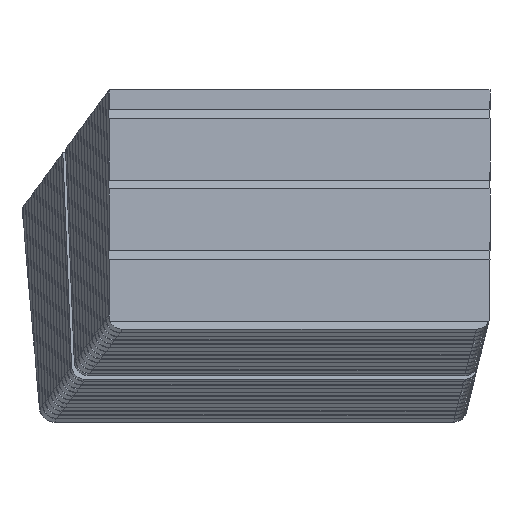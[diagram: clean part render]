
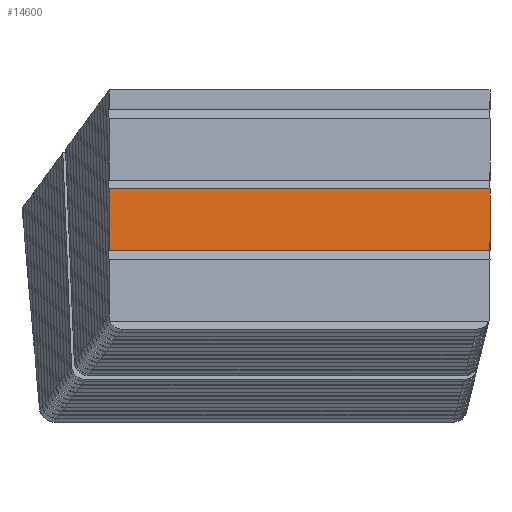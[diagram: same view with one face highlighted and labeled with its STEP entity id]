
A CAD part, left-side view. The second image highlights one B-rep face of the part: STEP entity #14600.
In plain terms, the highlighted planar face has unit normal (-0.993, -0.116, 0).
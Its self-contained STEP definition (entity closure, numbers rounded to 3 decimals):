
#14333 = VERTEX_POINT('',#14334);
#14334 = CARTESIAN_POINT('',(8446.939,1463.65,
    5474.164));
#14343 = PLANE('',#14344);
#14344 = AXIS2_PLACEMENT_3D('',#14345,#14346,#14347);
#14345 = CARTESIAN_POINT('',(8458.876,984.26,
    5289.18));
#14346 = DIRECTION('',(-0.967,-0.113,0.23));
#14347 = DIRECTION('',(-0.232,0.,-0.973));
#14354 = PLANE('',#14355);
#14355 = AXIS2_PLACEMENT_3D('',#14356,#14357,#14358);
#14356 = CARTESIAN_POINT('',(4.407,-24.996,0.));
#14357 = DIRECTION('',(0.174,-0.985,0.));
#14358 = DIRECTION('',(0.,0.,-1.));
#14365 = EDGE_CURVE('',#14366,#14333,#14368,.T.);
#14366 = VERTEX_POINT('',#14367);
#14367 = CARTESIAN_POINT('',(8557.815,515.039,
    5474.164));
#14368 = SURFACE_CURVE('',#14369,(#14373,#14379),.PCURVE_S1.);
#14369 = LINE('',#14370,#14371);
#14370 = CARTESIAN_POINT('',(8501.865,993.725,
    5474.164));
#14371 = VECTOR('',#14372,1.);
#14372 = DIRECTION('',(-0.116,0.993,0.)
  );
#14373 = PCURVE('',#14343,#14374);
#14374 = DEFINITIONAL_REPRESENTATION('',(#14375),#14378);
#14375 = B_SPLINE_CURVE_WITH_KNOTS('',1,(#14376,#14377),.UNSPECIFIED.,
  .F.,.F.,(2,2),(-577.452,568.631),
  .PIECEWISE_BEZIER_KNOTS.);
#14376 = CARTESIAN_POINT('',(-205.455,567.717));
#14377 = CARTESIAN_POINT('',(-174.603,-577.951));
#14378 = ( GEOMETRIC_REPRESENTATION_CONTEXT(2) 
PARAMETRIC_REPRESENTATION_CONTEXT() REPRESENTATION_CONTEXT('2D SPACE',''
  ) );
#14379 = PCURVE('',#14380,#14385);
#14380 = PLANE('',#14381);
#14381 = AXIS2_PLACEMENT_3D('',#14382,#14383,#14384);
#14382 = CARTESIAN_POINT('',(8501.353,998.106,
    -5649.681));
#14383 = DIRECTION('',(0.993,0.116,0.));
#14384 = DIRECTION('',(0.,0.,-1.));
#14385 = DEFINITIONAL_REPRESENTATION('',(#14386),#14389);
#14386 = B_SPLINE_CURVE_WITH_KNOTS('',1,(#14387,#14388),.UNSPECIFIED.,
  .F.,.F.,(2,2),(-577.452,568.631),
  .PIECEWISE_BEZIER_KNOTS.);
#14387 = CARTESIAN_POINT('',(-11123.846,-581.863));
#14388 = CARTESIAN_POINT('',(-11123.846,564.22));
#14389 = ( GEOMETRIC_REPRESENTATION_CONTEXT(2) 
PARAMETRIC_REPRESENTATION_CONTEXT() REPRESENTATION_CONTEXT('2D SPACE',''
  ) );
#14406 = PLANE('',#14407);
#14407 = AXIS2_PLACEMENT_3D('',#14408,#14409,#14410);
#14408 = CARTESIAN_POINT('',(-0.964,16.547,0.));
#14409 = DIRECTION('',(0.058,-0.998,0.));
#14410 = DIRECTION('',(0.,0.,-1.));
#14467 = VERTEX_POINT('',#14468);
#14468 = CARTESIAN_POINT('',(8446.939,1463.65,
    5627.816));
#14481 = PLANE('',#14482);
#14482 = AXIS2_PLACEMENT_3D('',#14483,#14484,#14485);
#14483 = CARTESIAN_POINT('',(8424.662,980.261,
    5297.336));
#14484 = DIRECTION('',(-0.967,-0.113,0.23));
#14485 = DIRECTION('',(-0.232,0.,-0.973));
#14492 = EDGE_CURVE('',#14467,#14333,#14493,.T.);
#14493 = SURFACE_CURVE('',#14494,(#14498,#14504),.PCURVE_S1.);
#14494 = LINE('',#14495,#14496);
#14495 = CARTESIAN_POINT('',(8446.939,1463.65,
    -2824.841));
#14496 = VECTOR('',#14497,1.);
#14497 = DIRECTION('',(0.,0.,-1.));
#14498 = PCURVE('',#14354,#14499);
#14499 = DEFINITIONAL_REPRESENTATION('',(#14500),#14503);
#14500 = B_SPLINE_CURVE_WITH_KNOTS('',1,(#14501,#14502),.UNSPECIFIED.,
  .F.,.F.,(2,2),(-8949.906,-7801.697),
  .PIECEWISE_BEZIER_KNOTS.);
#14501 = CARTESIAN_POINT('',(-6125.065,8572.771));
#14502 = CARTESIAN_POINT('',(-4976.856,8572.771));
#14503 = ( GEOMETRIC_REPRESENTATION_CONTEXT(2) 
PARAMETRIC_REPRESENTATION_CONTEXT() REPRESENTATION_CONTEXT('2D SPACE',''
  ) );
#14504 = PCURVE('',#14380,#14505);
#14505 = DEFINITIONAL_REPRESENTATION('',(#14506),#14509);
#14506 = B_SPLINE_CURVE_WITH_KNOTS('',1,(#14507,#14508),.UNSPECIFIED.,
  .F.,.F.,(2,2),(-8949.906,-7801.697),
  .PIECEWISE_BEZIER_KNOTS.);
#14507 = CARTESIAN_POINT('',(-11774.747,468.713));
#14508 = CARTESIAN_POINT('',(-10626.538,468.713));
#14509 = ( GEOMETRIC_REPRESENTATION_CONTEXT(2) 
PARAMETRIC_REPRESENTATION_CONTEXT() REPRESENTATION_CONTEXT('2D SPACE',''
  ) );
#14559 = EDGE_CURVE('',#14560,#14366,#14562,.T.);
#14560 = VERTEX_POINT('',#14561);
#14561 = CARTESIAN_POINT('',(8557.815,515.039,
    5627.816));
#14562 = SURFACE_CURVE('',#14563,(#14567,#14573),.PCURVE_S1.);
#14563 = LINE('',#14564,#14565);
#14564 = CARTESIAN_POINT('',(8557.815,515.039,
    -2824.841));
#14565 = VECTOR('',#14566,1.);
#14566 = DIRECTION('',(0.,0.,-1.));
#14567 = PCURVE('',#14406,#14568);
#14568 = DEFINITIONAL_REPRESENTATION('',(#14569),#14572);
#14569 = B_SPLINE_CURVE_WITH_KNOTS('',1,(#14570,#14571),.UNSPECIFIED.,
  .F.,.F.,(2,2),(-8949.906,-7801.697),
  .PIECEWISE_BEZIER_KNOTS.);
#14570 = CARTESIAN_POINT('',(-6125.065,8573.284));
#14571 = CARTESIAN_POINT('',(-4976.856,8573.284));
#14572 = ( GEOMETRIC_REPRESENTATION_CONTEXT(2) 
PARAMETRIC_REPRESENTATION_CONTEXT() REPRESENTATION_CONTEXT('2D SPACE',''
  ) );
#14573 = PCURVE('',#14380,#14574);
#14574 = DEFINITIONAL_REPRESENTATION('',(#14575),#14578);
#14575 = B_SPLINE_CURVE_WITH_KNOTS('',1,(#14576,#14577),.UNSPECIFIED.,
  .F.,.F.,(2,2),(-8949.906,-7801.697),
  .PIECEWISE_BEZIER_KNOTS.);
#14576 = CARTESIAN_POINT('',(-11774.747,-486.356));
#14577 = CARTESIAN_POINT('',(-10626.538,-486.356));
#14578 = ( GEOMETRIC_REPRESENTATION_CONTEXT(2) 
PARAMETRIC_REPRESENTATION_CONTEXT() REPRESENTATION_CONTEXT('2D SPACE',''
  ) );
#14600 = ADVANCED_FACE('',(#14601),#14380,.F.);
#14601 = FACE_BOUND('',#14602,.F.);
#14602 = EDGE_LOOP('',(#14603,#14604,#14623,#14624));
#14603 = ORIENTED_EDGE('',*,*,#14492,.F.);
#14604 = ORIENTED_EDGE('',*,*,#14605,.F.);
#14605 = EDGE_CURVE('',#14560,#14467,#14606,.T.);
#14606 = SURFACE_CURVE('',#14607,(#14611,#14617),.PCURVE_S1.);
#14607 = LINE('',#14608,#14609);
#14608 = CARTESIAN_POINT('',(8501.865,993.725,
    5627.816));
#14609 = VECTOR('',#14610,1.);
#14610 = DIRECTION('',(-0.116,0.993,0.)
  );
#14611 = PCURVE('',#14380,#14612);
#14612 = DEFINITIONAL_REPRESENTATION('',(#14613),#14616);
#14613 = B_SPLINE_CURVE_WITH_KNOTS('',1,(#14614,#14615),.UNSPECIFIED.,
  .F.,.F.,(2,2),(-577.452,568.631),
  .PIECEWISE_BEZIER_KNOTS.);
#14614 = CARTESIAN_POINT('',(-11277.497,-581.863));
#14615 = CARTESIAN_POINT('',(-11277.497,564.22));
#14616 = ( GEOMETRIC_REPRESENTATION_CONTEXT(2) 
PARAMETRIC_REPRESENTATION_CONTEXT() REPRESENTATION_CONTEXT('2D SPACE',''
  ) );
#14617 = PCURVE('',#14481,#14618);
#14618 = DEFINITIONAL_REPRESENTATION('',(#14619),#14622);
#14619 = B_SPLINE_CURVE_WITH_KNOTS('',1,(#14620,#14621),.UNSPECIFIED.,
  .F.,.F.,(2,2),(-577.452,568.631),
  .PIECEWISE_BEZIER_KNOTS.);
#14620 = CARTESIAN_POINT('',(-354.918,563.692));
#14621 = CARTESIAN_POINT('',(-324.067,-581.976));
#14622 = ( GEOMETRIC_REPRESENTATION_CONTEXT(2) 
PARAMETRIC_REPRESENTATION_CONTEXT() REPRESENTATION_CONTEXT('2D SPACE',''
  ) );
#14623 = ORIENTED_EDGE('',*,*,#14559,.T.);
#14624 = ORIENTED_EDGE('',*,*,#14365,.T.);
